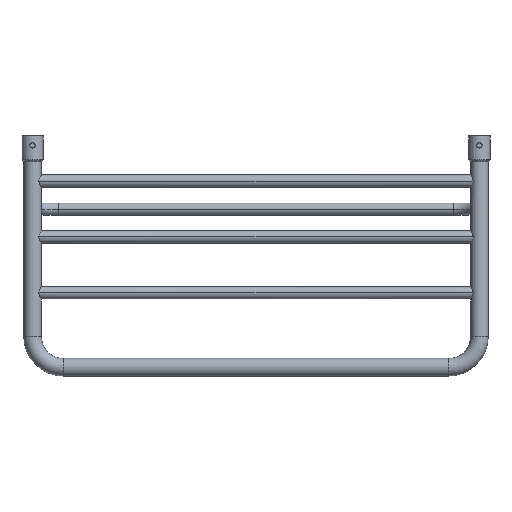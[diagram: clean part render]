
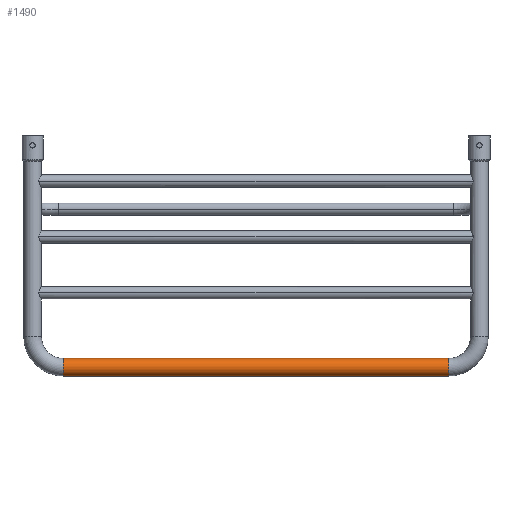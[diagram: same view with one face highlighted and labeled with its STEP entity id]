
A CAD part, top view. The second image highlights one B-rep face of the part: STEP entity #1490.
In plain terms, the highlighted cylindrical face has radius 9.995 mm (diameter 19.99 mm), a partial arc.
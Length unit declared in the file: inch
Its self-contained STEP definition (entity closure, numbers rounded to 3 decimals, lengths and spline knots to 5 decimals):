
#468=CARTESIAN_POINT('',(8.6215,-4.97863,1.53513));
#469=DIRECTION('',(1.,0.,0.));
#470=DIRECTION('',(0.,1.,0.));
#471=AXIS2_PLACEMENT_3D('',#468,#469,#470);
#478=DIRECTION('',(-1.,0.,0.));
#479=VECTOR('',#478,17.243);
#480=CARTESIAN_POINT('',(8.6215,-4.58513,1.53513));
#481=LINE('',#480,#479);
#482=DIRECTION('',(1.,0.,0.));
#483=VECTOR('',#482,17.243);
#484=CARTESIAN_POINT('',(-8.6215,-5.37213,1.53513));
#485=LINE('',#484,#483);
#511=CARTESIAN_POINT('',(-8.6215,-4.97863,1.53513));
#512=DIRECTION('',(-1.,0.,0.));
#513=DIRECTION('',(0.,-1.,0.));
#514=AXIS2_PLACEMENT_3D('',#511,#512,#513);
#1070=CARTESIAN_POINT('',(-8.6215,-5.37213,1.53513));
#1072=VERTEX_POINT('',#1070);
#1076=CARTESIAN_POINT('',(-8.6215,-4.58513,1.53513));
#1077=VERTEX_POINT('',#1076);
#1079=CARTESIAN_POINT('',(8.6215,-5.37213,1.53513));
#1081=VERTEX_POINT('',#1079);
#1082=CARTESIAN_POINT('',(8.6215,-4.58513,1.53513));
#1083=VERTEX_POINT('',#1082);
#1476=CARTESIAN_POINT('',(-8.6215,-4.97863,1.53513));
#1477=DIRECTION('',(1.,0.,0.));
#1478=DIRECTION('',(0.,1.,0.));
#1479=AXIS2_PLACEMENT_3D('',#1476,#1477,#1478);
#1480=CYLINDRICAL_SURFACE('',#1479,0.3935);
#1482=ORIENTED_EDGE('',*,*,#1481,.F.);
#1483=ORIENTED_EDGE('',*,*,#1469,.T.);
#1485=ORIENTED_EDGE('',*,*,#1484,.F.);
#1487=ORIENTED_EDGE('',*,*,#1486,.T.);
#1488=EDGE_LOOP('',(#1482,#1483,#1485,#1487));
#1489=FACE_OUTER_BOUND('',#1488,.F.);
#1490=ADVANCED_FACE('',(#1489),#1480,.T.);
#472=CIRCLE('',#471,0.3935);
#515=CIRCLE('',#514,0.3935);
#1469=EDGE_CURVE('',#1083,#1081,#472,.T.);
#1481=EDGE_CURVE('',#1083,#1077,#481,.T.);
#1484=EDGE_CURVE('',#1072,#1081,#485,.T.);
#1486=EDGE_CURVE('',#1072,#1077,#515,.T.);
